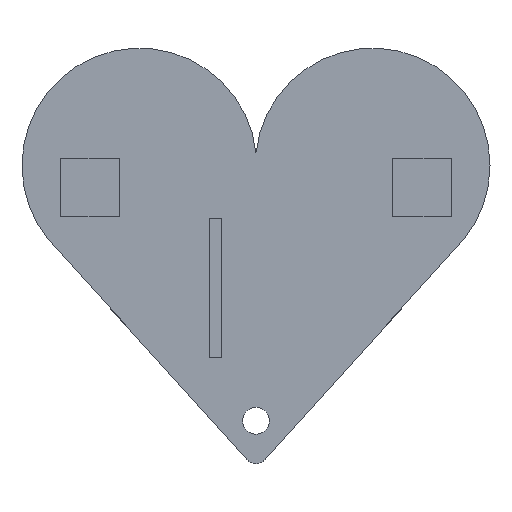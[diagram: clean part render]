
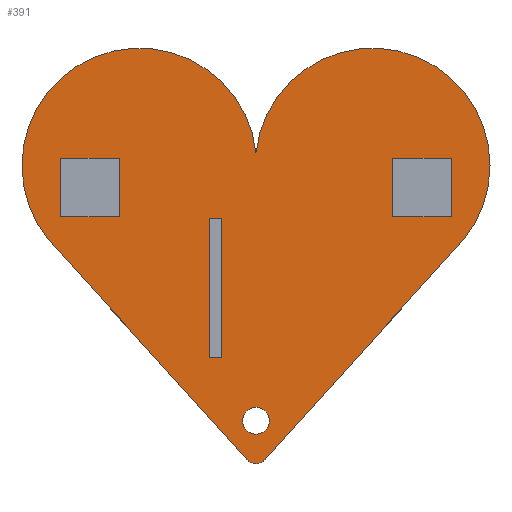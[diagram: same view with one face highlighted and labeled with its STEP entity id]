
A CAD part, top view. The second image highlights one B-rep face of the part: STEP entity #391.
In plain terms, the highlighted planar face has unit normal (0, 0, 1).
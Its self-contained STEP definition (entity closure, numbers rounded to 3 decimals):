
#40=FACE_BOUND('',#93,.T.);
#41=FACE_BOUND('',#94,.T.);
#42=FACE_BOUND('',#95,.T.);
#48=PLANE('',#465);
#70=FACE_OUTER_BOUND('',#92,.T.);
#92=EDGE_LOOP('',(#308,#309,#310,#311,#312));
#93=EDGE_LOOP('',(#313));
#94=EDGE_LOOP('',(#314));
#95=EDGE_LOOP('',(#315));
#118=LINE('',#644,#154);
#122=LINE('',#656,#158);
#154=VECTOR('',#524,10.);
#158=VECTOR('',#536,10.);
#185=CIRCLE('',#447,1.2);
#187=CIRCLE('',#450,1.2);
#188=CIRCLE('',#452,0.55);
#191=CIRCLE('',#456,4.809);
#193=CIRCLE('',#460,0.5);
#195=CIRCLE('',#464,4.809);
#197=VERTEX_POINT('',#616);
#199=VERTEX_POINT('',#622);
#200=VERTEX_POINT('',#626);
#204=VERTEX_POINT('',#635);
#205=VERTEX_POINT('',#637);
#207=VERTEX_POINT('',#643);
#209=VERTEX_POINT('',#649);
#211=VERTEX_POINT('',#655);
#230=EDGE_CURVE('',#197,#197,#185,.T.);
#233=EDGE_CURVE('',#199,#199,#187,.T.);
#234=EDGE_CURVE('',#200,#200,#188,.T.);
#239=EDGE_CURVE('',#205,#204,#191,.T.);
#242=EDGE_CURVE('',#207,#205,#118,.T.);
#245=EDGE_CURVE('',#209,#207,#193,.T.);
#248=EDGE_CURVE('',#211,#209,#122,.T.);
#251=EDGE_CURVE('',#204,#211,#195,.T.);
#308=ORIENTED_EDGE('',*,*,#251,.T.);
#309=ORIENTED_EDGE('',*,*,#248,.T.);
#310=ORIENTED_EDGE('',*,*,#245,.T.);
#311=ORIENTED_EDGE('',*,*,#242,.T.);
#312=ORIENTED_EDGE('',*,*,#239,.T.);
#313=ORIENTED_EDGE('',*,*,#230,.T.);
#314=ORIENTED_EDGE('',*,*,#233,.T.);
#315=ORIENTED_EDGE('',*,*,#234,.T.);
#391=ADVANCED_FACE('',(#70,#40,#41,#42),#48,.T.);
#447=AXIS2_PLACEMENT_3D('',#618,#497,#498);
#450=AXIS2_PLACEMENT_3D('',#624,#504,#505);
#452=AXIS2_PLACEMENT_3D('',#627,#508,#509);
#456=AXIS2_PLACEMENT_3D('',#638,#518,#519);
#460=AXIS2_PLACEMENT_3D('',#650,#530,#531);
#464=AXIS2_PLACEMENT_3D('',#660,#542,#543);
#465=AXIS2_PLACEMENT_3D('',#661,#544,#545);
#497=DIRECTION('center_axis',(0.,0.,-1.));
#498=DIRECTION('ref_axis',(1.,0.,0.));
#504=DIRECTION('center_axis',(0.,0.,-1.));
#505=DIRECTION('ref_axis',(1.,0.,0.));
#508=DIRECTION('center_axis',(0.,0.,-1.));
#509=DIRECTION('ref_axis',(1.,0.,0.));
#518=DIRECTION('center_axis',(0.,0.,1.));
#519=DIRECTION('ref_axis',(0.782,-0.623,0.));
#524=DIRECTION('',(0.67,0.742,0.));
#530=DIRECTION('center_axis',(0.,0.,1.));
#531=DIRECTION('ref_axis',(-0.742,-0.67,0.));
#536=DIRECTION('',(0.67,-0.742,0.));
#542=DIRECTION('center_axis',(0.,0.,1.));
#543=DIRECTION('ref_axis',(0.994,0.113,0.));
#544=DIRECTION('center_axis',(0.,0.,1.));
#545=DIRECTION('ref_axis',(1.,0.,0.));
#616=CARTESIAN_POINT('',(2.,18.553,1.57));
#618=CARTESIAN_POINT('Origin',(3.2,18.553,1.57));
#622=CARTESIAN_POINT('',(15.6,18.553,1.57));
#624=CARTESIAN_POINT('Origin',(16.8,18.553,1.57));
#626=CARTESIAN_POINT('',(9.45,9.,1.57));
#627=CARTESIAN_POINT('Origin',(10.,9.,1.57));
#635=CARTESIAN_POINT('',(10.,20.,1.57));
#637=CARTESIAN_POINT('',(18.54,16.46,1.57));
#638=CARTESIAN_POINT('Origin',(14.778,19.454,1.57));
#643=CARTESIAN_POINT('',(10.371,7.411,1.57));
#644=CARTESIAN_POINT('',(18.54,16.46,1.57));
#649=CARTESIAN_POINT('',(9.629,7.411,1.57));
#650=CARTESIAN_POINT('Origin',(10.,7.746,1.57));
#655=CARTESIAN_POINT('',(1.46,16.46,1.57));
#656=CARTESIAN_POINT('',(9.629,7.411,1.57));
#660=CARTESIAN_POINT('Origin',(5.222,19.454,1.57));
#661=CARTESIAN_POINT('Origin',(10.,15.755,1.57));
